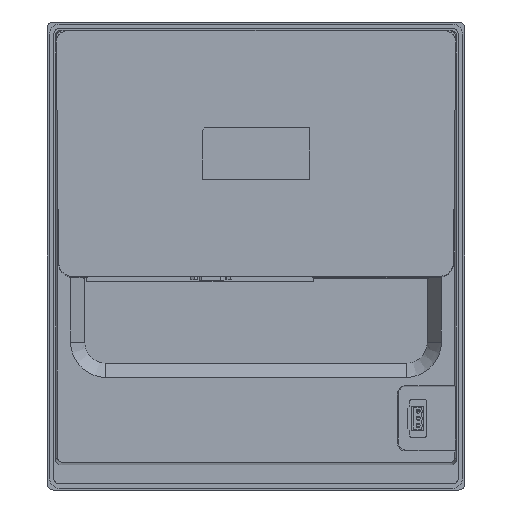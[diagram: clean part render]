
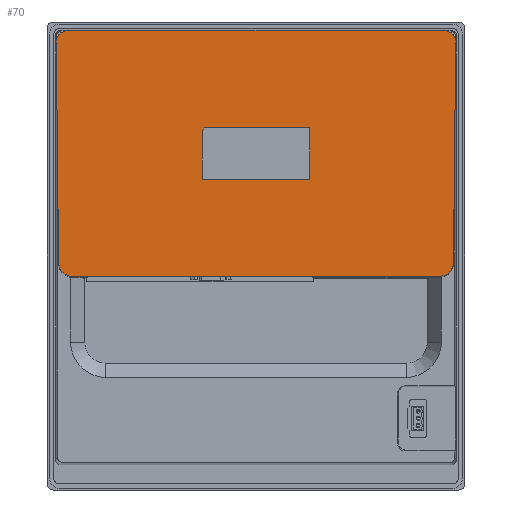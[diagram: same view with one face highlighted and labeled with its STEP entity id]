
A CAD part, top view. The second image highlights one B-rep face of the part: STEP entity #70.
In plain terms, the highlighted planar face has unit normal (0, 0, 1).
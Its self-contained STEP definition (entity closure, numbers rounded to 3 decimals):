
#70=ADVANCED_FACE('Corps principal',(#981,#982),#983,.T.);
#981=FACE_OUTER_BOUND('',#2841,.T.);
#982=FACE_BOUND('',#2842,.T.);
#983=PLANE('',#2843);
#2841=EDGE_LOOP('',(#5479,#5480,#5481,#5482,#5483,#5484,#5485,#5486));
#2842=EDGE_LOOP('',(#5487,#5488,#5489,#5490,#5491));
#2843=AXIS2_PLACEMENT_3D('',#5492,#5493,#5494);
#5479=ORIENTED_EDGE('',*,*,#14788,.T.);
#5480=ORIENTED_EDGE('',*,*,#14789,.T.);
#5481=ORIENTED_EDGE('',*,*,#14790,.T.);
#5482=ORIENTED_EDGE('',*,*,#14791,.T.);
#5483=ORIENTED_EDGE('',*,*,#14792,.T.);
#5484=ORIENTED_EDGE('',*,*,#14793,.T.);
#5485=ORIENTED_EDGE('',*,*,#14794,.T.);
#5486=ORIENTED_EDGE('',*,*,#14795,.T.);
#5487=ORIENTED_EDGE('',*,*,#14774,.F.);
#5488=ORIENTED_EDGE('',*,*,#14778,.F.);
#5489=ORIENTED_EDGE('',*,*,#14784,.F.);
#5490=ORIENTED_EDGE('',*,*,#14787,.F.);
#5491=ORIENTED_EDGE('',*,*,#14780,.F.);
#5492=CARTESIAN_POINT('',(0.0,0.0,69.313));
#5493=DIRECTION('',(0.0,0.0,1.0));
#5494=DIRECTION('',(1.0,-0.0,0.0));
#14774=EDGE_CURVE('',#17185,#17188,#17189,.F.);
#14778=EDGE_CURVE('',#17193,#17185,#17196,.F.);
#14780=EDGE_CURVE('',#17188,#17198,#17199,.F.);
#14784=EDGE_CURVE('',#17203,#17193,#17206,.F.);
#14787=EDGE_CURVE('',#17198,#17203,#17209,.F.);
#14788=EDGE_CURVE('',#17210,#17211,#17212,.T.);
#14789=EDGE_CURVE('',#17211,#17213,#17214,.T.);
#14790=EDGE_CURVE('',#17213,#17215,#17216,.T.);
#14791=EDGE_CURVE('',#17215,#17217,#17218,.T.);
#14792=EDGE_CURVE('',#17217,#17219,#17220,.T.);
#14793=EDGE_CURVE('',#17219,#17221,#17222,.T.);
#14794=EDGE_CURVE('',#17221,#17223,#17224,.T.);
#14795=EDGE_CURVE('',#17223,#17210,#17225,.T.);
#17185=VERTEX_POINT('',#21207);
#17188=VERTEX_POINT('',#21211);
#17189=LINE('',#21212,#21213);
#17193=VERTEX_POINT('',#21219);
#17196=LINE('',#21223,#21224);
#17198=VERTEX_POINT('',#21227);
#17199=LINE('',#21228,#21229);
#17203=VERTEX_POINT('',#21235);
#17206=LINE('',#21239,#21240);
#17209=LINE('',#21245,#21246);
#17210=VERTEX_POINT('',#21247);
#17211=VERTEX_POINT('',#21248);
#17212=LINE('',#21249,#21250);
#17213=VERTEX_POINT('',#21251);
#17214=CIRCLE('',#21252,8.001);
#17215=VERTEX_POINT('',#21253);
#17216=LINE('',#21254,#21255);
#17217=VERTEX_POINT('',#21256);
#17218=B_SPLINE_CURVE_WITH_KNOTS('',5,(#21257,#21258,#21259,#21260,#21261,#21262,#21263,#21264,#21265,#21266,#21267,#21268),.UNSPECIFIED.,.F.,.F.,(6,3,3,6),(0.0,7.322,14.646,22.071),.UNSPECIFIED.);
#17219=VERTEX_POINT('',#21269);
#17220=LINE('',#21270,#21271);
#17221=VERTEX_POINT('',#21272);
#17222=B_SPLINE_CURVE_WITH_KNOTS('',5,(#21273,#21274,#21275,#21276,#21277,#21278,#21279,#21280,#21281,#21282,#21283,#21284),.UNSPECIFIED.,.F.,.F.,(6,3,3,6),(0.0,7.322,14.646,22.071),.UNSPECIFIED.);
#17223=VERTEX_POINT('',#21285);
#17224=LINE('',#21286,#21287);
#17225=CIRCLE('',#21288,8.001);
#21207=CARTESIAN_POINT('',(-36.25,34.025,69.313));
#21211=CARTESIAN_POINT('',(-38.25,32.025,69.313));
#21212=CARTESIAN_POINT('',(-37.25,33.025,69.313));
#21213=VECTOR('',#32032,1.0);
#21219=CARTESIAN_POINT('',(38.25,34.025,69.313));
#21223=CARTESIAN_POINT('',(1.0,34.025,69.313));
#21224=VECTOR('',#32036,1.0);
#21227=CARTESIAN_POINT('',(-38.25,-2.475,69.313));
#21228=CARTESIAN_POINT('',(-38.25,14.775,69.313));
#21229=VECTOR('',#32038,1.0);
#21235=CARTESIAN_POINT('',(38.25,-2.475,69.313));
#21239=CARTESIAN_POINT('',(38.25,15.775,69.313));
#21240=VECTOR('',#32042,1.0);
#21245=CARTESIAN_POINT('',(0.,-2.475,69.313));
#21246=VECTOR('',#32045,1.0);
#21247=CARTESIAN_POINT('',(133.652,102.85,69.313));
#21248=CARTESIAN_POINT('',(-133.652,102.85,69.313));
#21249=CARTESIAN_POINT('',(0.,102.85,69.313));
#21250=VECTOR('',#32046,1.0);
#21251=CARTESIAN_POINT('',(-141.651,94.769,69.313));
#21252=AXIS2_PLACEMENT_3D('',#32047,#32048,#32049);
#21253=CARTESIAN_POINT('',(-140.074,-61.435,69.313));
#21254=CARTESIAN_POINT('',(-140.863,16.667,69.313));
#21255=VECTOR('',#32050,1.0);
#21256=CARTESIAN_POINT('',(-130.075,-71.334,69.313));
#21257=CARTESIAN_POINT('',(-140.074,-61.435,69.313));
#21258=CARTESIAN_POINT('',(-140.064,-62.47,69.313));
#21259=CARTESIAN_POINT('',(-139.92,-63.504,69.313));
#21260=CARTESIAN_POINT('',(-139.642,-64.514,69.313));
#21261=CARTESIAN_POINT('',(-138.83,-66.438,69.313));
#21262=CARTESIAN_POINT('',(-137.555,-68.092,69.313));
#21263=CARTESIAN_POINT('',(-136.813,-68.832,69.313));
#21264=CARTESIAN_POINT('',(-135.143,-70.112,69.313));
#21265=CARTESIAN_POINT('',(-133.201,-70.921,69.313));
#21266=CARTESIAN_POINT('',(-132.175,-71.196,69.313));
#21267=CARTESIAN_POINT('',(-131.125,-71.334,69.313));
#21268=CARTESIAN_POINT('',(-130.075,-71.334,69.313));
#21269=CARTESIAN_POINT('',(130.075,-71.334,69.313));
#21270=CARTESIAN_POINT('',(0.,-71.334,69.313));
#21271=VECTOR('',#32051,1.0);
#21272=CARTESIAN_POINT('',(140.074,-61.435,69.313));
#21273=CARTESIAN_POINT('',(130.075,-71.334,69.313));
#21274=CARTESIAN_POINT('',(131.11,-71.334,69.313));
#21275=CARTESIAN_POINT('',(132.146,-71.2,69.313));
#21276=CARTESIAN_POINT('',(133.159,-70.932,69.313));
#21277=CARTESIAN_POINT('',(135.091,-70.14,69.313));
#21278=CARTESIAN_POINT('',(136.758,-68.881,69.313));
#21279=CARTESIAN_POINT('',(137.505,-68.147,69.313));
#21280=CARTESIAN_POINT('',(138.801,-66.49,69.313));
#21281=CARTESIAN_POINT('',(139.63,-64.557,69.313));
#21282=CARTESIAN_POINT('',(139.916,-63.534,69.313));
#21283=CARTESIAN_POINT('',(140.064,-62.485,69.313));
#21284=CARTESIAN_POINT('',(140.074,-61.435,69.313));
#21285=CARTESIAN_POINT('',(141.651,94.769,69.313));
#21286=CARTESIAN_POINT('',(140.863,16.667,69.313));
#21287=VECTOR('',#32052,1.0);
#21288=AXIS2_PLACEMENT_3D('',#32053,#32054,#32055);
#32032=DIRECTION('',(0.707,0.707,0.0));
#32036=DIRECTION('',(1.0,0.0,0.0));
#32038=DIRECTION('',(0.0,1.0,0.0));
#32042=DIRECTION('',(0.0,-1.0,0.0));
#32045=DIRECTION('',(-1.0,0.0,0.0));
#32046=DIRECTION('',(-1.0,0.0,0.0));
#32047=CARTESIAN_POINT('',(-133.651,94.85,69.313));
#32048=DIRECTION('',(0.0,0.0,1.0));
#32049=DIRECTION('',(1.0,0.0,0.0));
#32050=DIRECTION('',(0.01,-1.,0.0));
#32051=DIRECTION('',(1.0,0.0,0.0));
#32052=DIRECTION('',(0.01,1.,0.0));
#32053=CARTESIAN_POINT('',(133.651,94.85,69.313));
#32054=DIRECTION('',(0.0,0.0,1.0));
#32055=DIRECTION('',(1.0,0.0,0.0));
